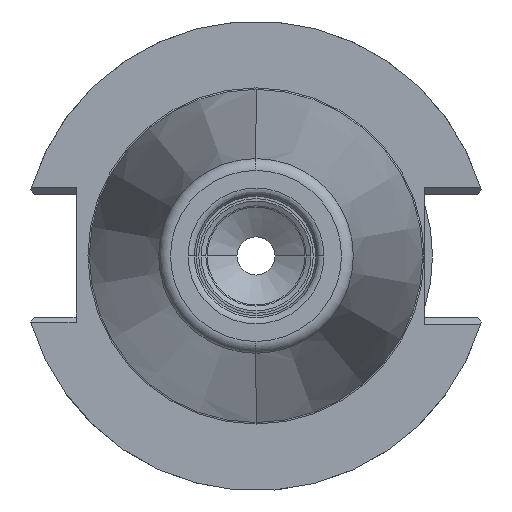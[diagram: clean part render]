
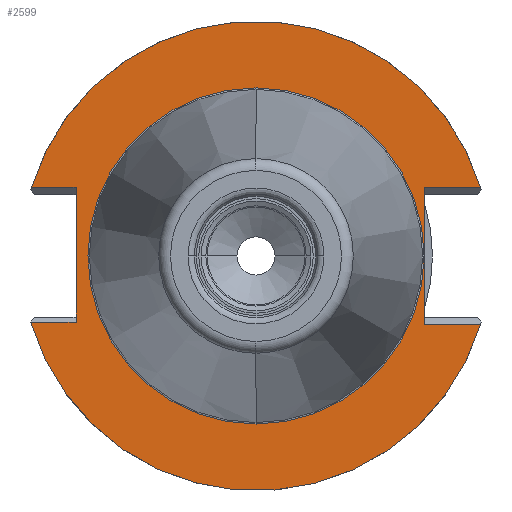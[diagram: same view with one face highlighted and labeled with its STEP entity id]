
A CAD part, left-side view. The second image highlights one B-rep face of the part: STEP entity #2599.
In plain terms, the highlighted planar face has unit normal (-1, 0, 0).
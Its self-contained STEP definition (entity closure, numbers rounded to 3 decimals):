
#679=DIRECTION('',(0.,0.,1.));
#680=VECTOR('',#679,28.7);
#681=CARTESIAN_POINT('',(3.15,-35.306,-14.35));
#682=LINE('',#681,#680);
#783=CARTESIAN_POINT('',(3.15,0.,0.));
#784=DIRECTION('',(1.,0.,0.));
#785=DIRECTION('',(0.,0.,1.));
#786=AXIS2_PLACEMENT_3D('',#783,#784,#785);
#788=CARTESIAN_POINT('',(3.15,0.,0.));
#789=DIRECTION('',(1.,0.,0.));
#790=DIRECTION('',(0.,0.,-1.));
#791=AXIS2_PLACEMENT_3D('',#788,#789,#790);
#793=DIRECTION('',(0.,1.,0.));
#794=VECTOR('',#793,9.478);
#795=CARTESIAN_POINT('',(3.15,37.719,-13.85));
#796=LINE('',#795,#794);
#797=DIRECTION('',(0.,-1.,0.));
#798=VECTOR('',#797,9.355);
#799=CARTESIAN_POINT('',(3.15,47.074,14.35));
#800=LINE('',#799,#798);
#801=DIRECTION('',(0.,-1.,0.));
#802=VECTOR('',#801,11.768);
#803=CARTESIAN_POINT('',(3.15,-35.306,14.35));
#804=LINE('',#803,#802);
#805=DIRECTION('',(0.,1.,0.));
#806=VECTOR('',#805,11.768);
#807=CARTESIAN_POINT('',(3.15,-47.074,-14.35));
#808=LINE('',#807,#806);
#809=DIRECTION('',(0.,0.599,-0.801));
#810=VECTOR('',#809,0.032);
#811=CARTESIAN_POINT('',(3.15,47.197,-13.85));
#812=LINE('',#811,#810);
#855=DIRECTION('',(0.,0.,-1.));
#856=VECTOR('',#855,28.2);
#857=CARTESIAN_POINT('',(3.15,37.719,14.35));
#858=LINE('',#857,#856);
#937=CARTESIAN_POINT('',(3.15,0.,0.));
#938=DIRECTION('',(-1.,0.,0.));
#939=DIRECTION('',(0.,-0.957,0.292));
#940=AXIS2_PLACEMENT_3D('',#937,#938,#939);
#955=CARTESIAN_POINT('',(3.15,0.,0.));
#956=DIRECTION('',(-1.,0.,0.));
#957=DIRECTION('',(0.,0.959,-0.282));
#958=AXIS2_PLACEMENT_3D('',#955,#956,#957);
#1163=CARTESIAN_POINT('',(3.15,47.216,-13.876));
#1165=VERTEX_POINT('',#1163);
#1239=CARTESIAN_POINT('',(3.15,0.,35.225));
#1240=CARTESIAN_POINT('',(3.15,0.,-35.225));
#1241=VERTEX_POINT('',#1239);
#1242=VERTEX_POINT('',#1240);
#1267=CARTESIAN_POINT('',(3.15,37.719,-13.85));
#1268=CARTESIAN_POINT('',(3.15,47.197,-13.85));
#1269=VERTEX_POINT('',#1267);
#1270=VERTEX_POINT('',#1268);
#1281=CARTESIAN_POINT('',(3.15,47.074,14.35));
#1282=CARTESIAN_POINT('',(3.15,37.719,14.35));
#1283=VERTEX_POINT('',#1281);
#1284=VERTEX_POINT('',#1282);
#1291=CARTESIAN_POINT('',(3.15,-47.074,-14.35));
#1292=CARTESIAN_POINT('',(3.15,-35.306,-14.35));
#1293=VERTEX_POINT('',#1291);
#1294=VERTEX_POINT('',#1292);
#1301=CARTESIAN_POINT('',(3.15,-35.306,14.35));
#1302=CARTESIAN_POINT('',(3.15,-47.074,14.35));
#1303=VERTEX_POINT('',#1301);
#1304=VERTEX_POINT('',#1302);
#2572=CARTESIAN_POINT('',(3.15,0.,0.));
#2573=DIRECTION('',(1.,0.,0.));
#2574=DIRECTION('',(0.,0.,1.));
#2575=AXIS2_PLACEMENT_3D('',#2572,#2573,#2574);
#2576=PLANE('',#2575);
#2577=ORIENTED_EDGE('',*,*,#2562,.F.);
#2579=ORIENTED_EDGE('',*,*,#2578,.F.);
#2581=ORIENTED_EDGE('',*,*,#2580,.F.);
#2583=ORIENTED_EDGE('',*,*,#2582,.F.);
#2585=ORIENTED_EDGE('',*,*,#2584,.F.);
#2586=ORIENTED_EDGE('',*,*,#2436,.F.);
#2587=ORIENTED_EDGE('',*,*,#2482,.F.);
#2589=ORIENTED_EDGE('',*,*,#2588,.F.);
#2590=ORIENTED_EDGE('',*,*,#2547,.F.);
#2591=EDGE_LOOP('',(#2577,#2579,#2581,#2583,#2585,#2586,#2587,#2589,#2590));
#2592=FACE_OUTER_BOUND('',#2591,.F.);
#2594=ORIENTED_EDGE('',*,*,#2593,.F.);
#2596=ORIENTED_EDGE('',*,*,#2595,.F.);
#2597=EDGE_LOOP('',(#2594,#2596));
#2598=FACE_BOUND('',#2597,.F.);
#2599=ADVANCED_FACE('',(#2592,#2598),#2576,.F.);
#787=CIRCLE('',#786,35.225);
#792=CIRCLE('',#791,35.225);
#941=CIRCLE('',#940,49.213);
#959=CIRCLE('',#958,49.213);
#2436=EDGE_CURVE('',#1294,#1303,#682,.T.);
#2482=EDGE_CURVE('',#1293,#1294,#808,.T.);
#2547=EDGE_CURVE('',#1270,#1165,#812,.T.);
#2562=EDGE_CURVE('',#1269,#1270,#796,.T.);
#2578=EDGE_CURVE('',#1284,#1269,#858,.T.);
#2580=EDGE_CURVE('',#1283,#1284,#800,.T.);
#2582=EDGE_CURVE('',#1304,#1283,#941,.T.);
#2584=EDGE_CURVE('',#1303,#1304,#804,.T.);
#2588=EDGE_CURVE('',#1165,#1293,#959,.T.);
#2593=EDGE_CURVE('',#1241,#1242,#787,.T.);
#2595=EDGE_CURVE('',#1242,#1241,#792,.T.);
